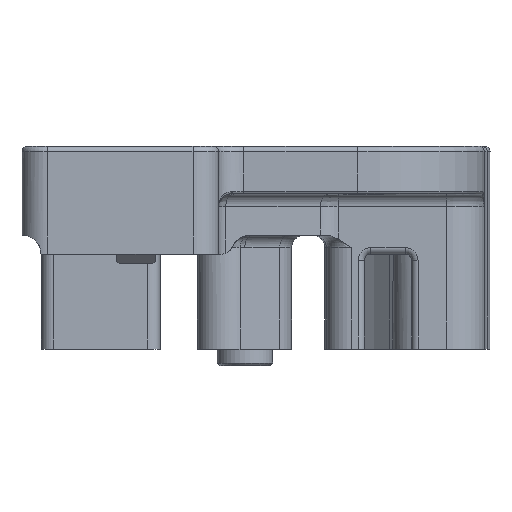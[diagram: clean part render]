
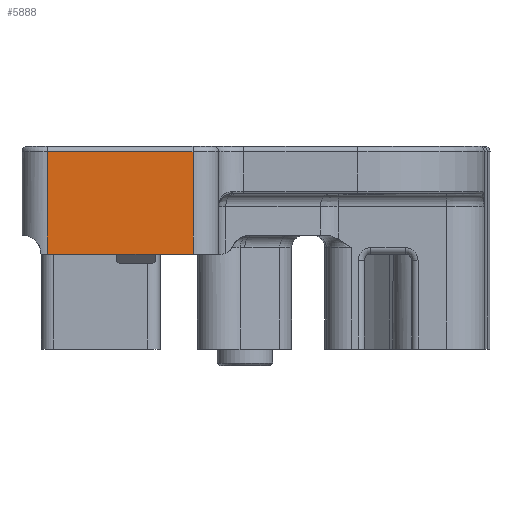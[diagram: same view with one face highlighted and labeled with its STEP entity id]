
A CAD part, left-side view. The second image highlights one B-rep face of the part: STEP entity #5888.
In plain terms, the highlighted planar face has unit normal (-1, 0, 0).
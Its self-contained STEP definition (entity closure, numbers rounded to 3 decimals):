
#106=PLANE('',#6370);
#740=FACE_OUTER_BOUND('',#1105,.T.);
#1105=EDGE_LOOP('',(#4271,#4272,#4273,#4274,#4275,#4276));
#1579=LINE('',#10920,#2024);
#1597=LINE('',#11020,#2042);
#1598=LINE('',#11023,#2043);
#1599=LINE('',#11025,#2044);
#1600=LINE('',#11027,#2045);
#1601=LINE('',#11028,#2046);
#2024=VECTOR('',#7287,11.501);
#2042=VECTOR('',#7397,8.1);
#2043=VECTOR('',#7400,8.1);
#2044=VECTOR('',#7401,5.475);
#2045=VECTOR('',#7402,3.05);
#2046=VECTOR('',#7403,2.975);
#2541=VERTEX_POINT('',#10913);
#2543=VERTEX_POINT('',#10919);
#2571=VERTEX_POINT('',#11018);
#2572=VERTEX_POINT('',#11022);
#2573=VERTEX_POINT('',#11024);
#2574=VERTEX_POINT('',#11026);
#3155=EDGE_CURVE('',#2541,#2543,#1579,.T.);
#3204=EDGE_CURVE('',#2543,#2571,#1597,.T.);
#3205=EDGE_CURVE('',#2572,#2541,#1598,.T.);
#3206=EDGE_CURVE('',#2573,#2572,#1599,.T.);
#3207=EDGE_CURVE('',#2574,#2573,#1600,.T.);
#3208=EDGE_CURVE('',#2571,#2574,#1601,.T.);
#4271=ORIENTED_EDGE('',*,*,#3155,.F.);
#4272=ORIENTED_EDGE('',*,*,#3205,.F.);
#4273=ORIENTED_EDGE('',*,*,#3206,.F.);
#4274=ORIENTED_EDGE('',*,*,#3207,.F.);
#4275=ORIENTED_EDGE('',*,*,#3208,.F.);
#4276=ORIENTED_EDGE('',*,*,#3204,.F.);
#5888=ADVANCED_FACE('',(#740),#106,.T.);
#6370=AXIS2_PLACEMENT_3D('',#11021,#7398,#7399);
#7287=DIRECTION('',(0.,-1.,0.));
#7397=DIRECTION('',(0.,0.,-1.));
#7398=DIRECTION('center_axis',(-1.,0.,0.));
#7399=DIRECTION('ref_axis',(0.,0.,1.));
#7400=DIRECTION('',(0.,0.,1.));
#7401=DIRECTION('',(0.,1.,0.));
#7402=DIRECTION('',(0.,1.,0.));
#7403=DIRECTION('',(0.,1.,0.));
#10913=CARTESIAN_POINT('',(28.33,97.903,101.647));
#10919=CARTESIAN_POINT('',(28.33,86.403,101.647));
#10920=CARTESIAN_POINT('',(28.33,97.903,101.647));
#11018=CARTESIAN_POINT('',(28.33,86.403,93.547));
#11020=CARTESIAN_POINT('',(28.33,86.403,101.647));
#11021=CARTESIAN_POINT('Origin',(28.33,81.142,87.643));
#11022=CARTESIAN_POINT('',(28.33,97.903,93.547));
#11023=CARTESIAN_POINT('',(28.33,97.903,93.547));
#11024=CARTESIAN_POINT('',(28.33,92.428,93.547));
#11025=CARTESIAN_POINT('',(28.33,92.428,93.547));
#11026=CARTESIAN_POINT('',(28.33,89.378,93.547));
#11027=CARTESIAN_POINT('',(28.33,89.378,93.547));
#11028=CARTESIAN_POINT('',(28.33,86.403,93.547));
